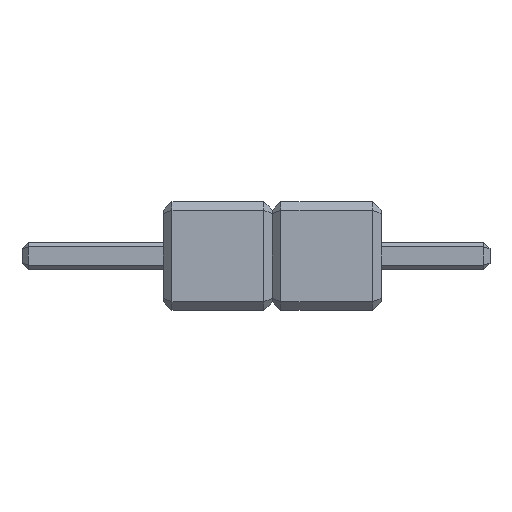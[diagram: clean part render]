
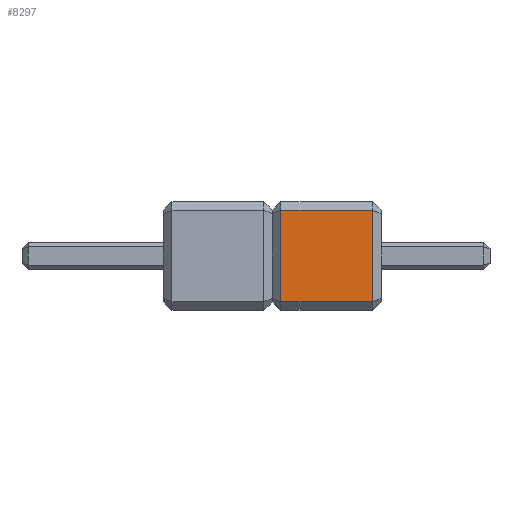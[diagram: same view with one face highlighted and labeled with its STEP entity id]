
A CAD part, left-side view. The second image highlights one B-rep face of the part: STEP entity #8297.
In plain terms, the highlighted planar face has unit normal (-1, 0, 0).
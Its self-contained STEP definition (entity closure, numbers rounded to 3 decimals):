
#427 = EDGE_LOOP ( 'NONE', ( #2038, #5460, #2571, #2058 ) ) ;
#468 = VERTEX_POINT ( 'NONE', #9621 ) ;
#563 = VERTEX_POINT ( 'NONE', #3367 ) ;
#1031 = CARTESIAN_POINT ( 'NONE',  ( -2.54, 2.34, -1.07 ) ) ;
#1234 = PLANE ( 'NONE',  #9478 ) ;
#1857 = CARTESIAN_POINT ( 'NONE',  ( -2.54, 2.54, -1.07 ) ) ;
#2015 = LINE ( 'NONE', #8930, #9759 ) ;
#2038 = ORIENTED_EDGE ( 'NONE', *, *, #5031, .T. ) ;
#2056 = DIRECTION ( 'NONE',  ( 0., 0., 1. ) ) ;
#2058 = ORIENTED_EDGE ( 'NONE', *, *, #8120, .T. ) ;
#2357 = VERTEX_POINT ( 'NONE', #5530 ) ;
#2571 = ORIENTED_EDGE ( 'NONE', *, *, #2595, .F. ) ;
#2595 = EDGE_CURVE ( 'NONE', #468, #5832, #2015, .T. ) ;
#2807 = CARTESIAN_POINT ( 'NONE',  ( -2.54, 2.54, 0. ) ) ;
#3367 = CARTESIAN_POINT ( 'NONE',  ( -2.54, 2.34, -1.07 ) ) ;
#3646 = FACE_OUTER_BOUND ( 'NONE', #427, .T. ) ;
#3770 = LINE ( 'NONE', #1031, #4224 ) ;
#3877 = LINE ( 'NONE', #5876, #7457 ) ;
#4224 = VECTOR ( 'NONE', #6465, 1000. ) ;
#4389 = DIRECTION ( 'NONE',  ( 0., 0., -1. ) ) ;
#5031 = EDGE_CURVE ( 'NONE', #563, #2357, #9264, .T. ) ;
#5338 = CARTESIAN_POINT ( 'NONE',  ( -2.54, 0.2, 1.07 ) ) ;
#5460 = ORIENTED_EDGE ( 'NONE', *, *, #8266, .T. ) ;
#5530 = CARTESIAN_POINT ( 'NONE',  ( -2.54, 0.2, -1.07 ) ) ;
#5691 = DIRECTION ( 'NONE',  ( 0., -1., 0. ) ) ;
#5832 = VERTEX_POINT ( 'NONE', #5338 ) ;
#5876 = CARTESIAN_POINT ( 'NONE',  ( -2.54, 0.2, 0. ) ) ;
#6465 = DIRECTION ( 'NONE',  ( 0., 0., -1. ) ) ;
#6559 = DIRECTION ( 'NONE',  ( 1., 0., 0. ) ) ;
#7457 = VECTOR ( 'NONE', #2056, 1000. ) ;
#8120 = EDGE_CURVE ( 'NONE', #468, #563, #3770, .T. ) ;
#8266 = EDGE_CURVE ( 'NONE', #2357, #5832, #3877, .T. ) ;
#8297 = ADVANCED_FACE ( 'NONE', ( #3646 ), #1234, .F. ) ;
#8930 = CARTESIAN_POINT ( 'NONE',  ( -2.54, 2.54, 1.07 ) ) ;
#8966 = DIRECTION ( 'NONE',  ( 0., -1., 0. ) ) ;
#9036 = VECTOR ( 'NONE', #5691, 1000. ) ;
#9264 = LINE ( 'NONE', #1857, #9036 ) ;
#9478 = AXIS2_PLACEMENT_3D ( 'NONE', #2807, #6559, #4389 ) ;
#9621 = CARTESIAN_POINT ( 'NONE',  ( -2.54, 2.34, 1.07 ) ) ;
#9759 = VECTOR ( 'NONE', #8966, 1000. ) ;
